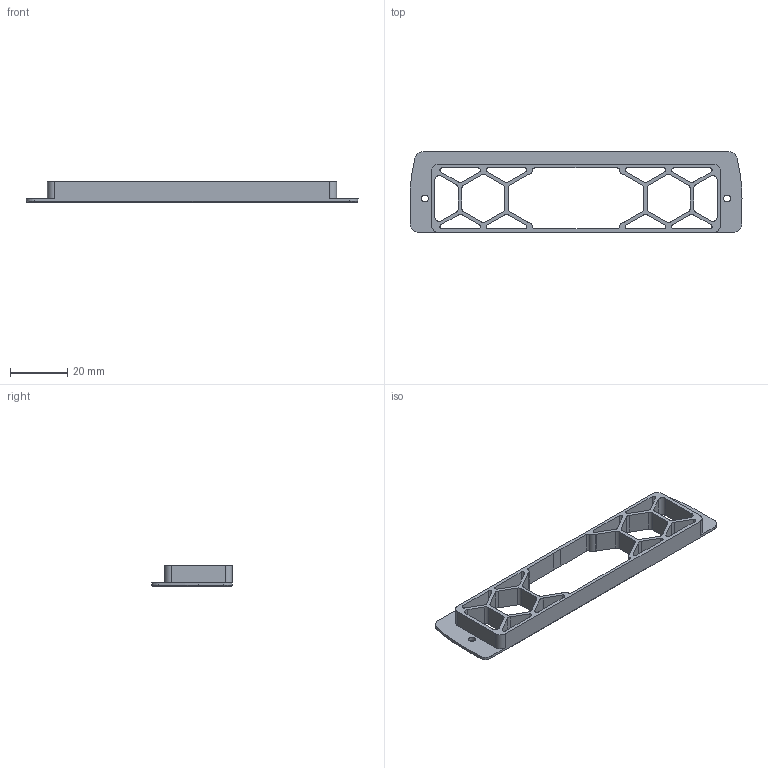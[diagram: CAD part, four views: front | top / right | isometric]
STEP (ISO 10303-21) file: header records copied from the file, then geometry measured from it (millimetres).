
FILE_DESCRIPTION(/* description */ (''),/* implementation_level */ '2;1');
FILE_NAME(/* name */ 'ECAS front panel v1.step',/* time_stamp */ '2023-10-15T17:27:04-07:00',/* author */ (''),/* organization */ (''),/* preprocessor_version */ 'ST-DEVELOPER v20',/* originating_system */ 'Autodesk Translation Framework v12.14.0.127',/* authorisation */ '');
FILE_SCHEMA (('AUTOMOTIVE_DESIGN { 1 0 10303 214 3 1 1 }'));
Length unit declared in the file: millimetre
Products named in the file (2): ECAS front panel; Bowden Tube Entry Grill
Assembly tree (1 placements, depth 2):
  ECAS front panel
    Bowden Tube Entry Grill
Bounding box: 116.1 x 28.2 x 7.2 mm (x, y, z)
Volume: 4940.5 mm3; surface area: 8601.9 mm2
Topology: 1 solids, 1 shells, 148 faces, 428 edges, 282 vertices
Faces by surface type: cylinder 72, plane 70, cone 6
Full cylindrical faces by diameter (mm): 2.4 x2
Entity records: 5022 total; most frequent: DIRECTION 880, CARTESIAN_POINT 861, ORIENTED_EDGE 856, EDGE_CURVE 428, AXIS2_PLACEMENT_3D 301, VERTEX_POINT 282, LINE 278, VECTOR 278
